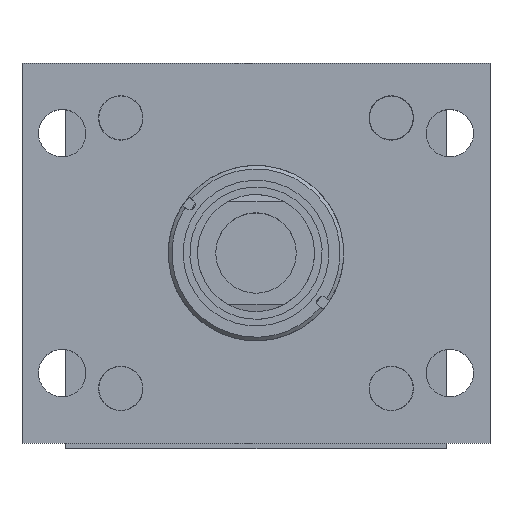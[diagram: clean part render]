
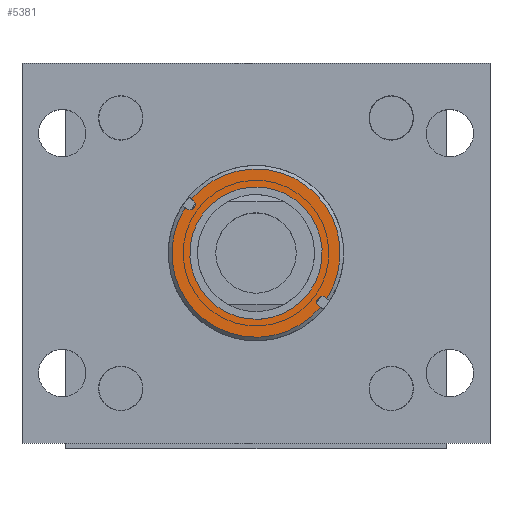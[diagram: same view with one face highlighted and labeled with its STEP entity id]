
A CAD part, top view. The second image highlights one B-rep face of the part: STEP entity #5381.
In plain terms, the highlighted planar face has unit normal (0, 0, 1).
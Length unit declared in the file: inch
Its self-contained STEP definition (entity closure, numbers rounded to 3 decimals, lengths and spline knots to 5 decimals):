
#3 = DIRECTION ( 'NONE',  ( 0., 1., 0. ) ) ;
#423 = CARTESIAN_POINT ( 'NONE',  ( 19.3411, 40.98477, -2.93519 ) ) ;
#528 = CARTESIAN_POINT ( 'NONE',  ( 19.2471, 42.4197, -2.93519 ) ) ;
#573 = CARTESIAN_POINT ( 'NONE',  ( 19.2471, 43.55073, -2.93519 ) ) ;
#625 = CARTESIAN_POINT ( 'NONE',  ( 17.8091, 42.4197, -2.93519 ) ) ;
#626 = EDGE_CURVE ( 'NONE', #6225, #6568, #2645, .T. ) ;
#645 = VERTEX_POINT ( 'NONE', #6801 ) ;
#658 = EDGE_CURVE ( 'NONE', #2881, #8449, #10232, .T. ) ;
#696 = AXIS2_PLACEMENT_3D ( 'NONE', #573, #9243, #7393 ) ;
#708 = CARTESIAN_POINT ( 'NONE',  ( 19.2471, 41.0137, -2.93519 ) ) ;
#738 = AXIS2_PLACEMENT_3D ( 'NONE', #6602, #10143, #9286 ) ;
#864 = LINE ( 'NONE', #3565, #7742 ) ;
#882 = CARTESIAN_POINT ( 'NONE',  ( 19.1531, 41.0137, -2.93519 ) ) ;
#900 = ORIENTED_EDGE ( 'NONE', *, *, #1749, .F. ) ;
#1066 = EDGE_CURVE ( 'NONE', #6225, #9063, #1426, .T. ) ;
#1098 = ORIENTED_EDGE ( 'NONE', *, *, #626, .F. ) ;
#1258 = CIRCLE ( 'NONE', #7623, 1.13104 ) ;
#1426 = LINE ( 'NONE', #6495, #8860 ) ;
#1527 = DIRECTION ( 'NONE',  ( -1., 0., 0. ) ) ;
#1530 = CARTESIAN_POINT ( 'NONE',  ( 19.3411, 43.85462, -2.93519 ) ) ;
#1635 = EDGE_CURVE ( 'NONE', #4003, #3304, #8508, .T. ) ;
#1653 = CARTESIAN_POINT ( 'NONE',  ( 19.1531, 43.55073, -2.93519 ) ) ;
#1749 = EDGE_CURVE ( 'NONE', #645, #9880, #6834, .T. ) ;
#2083 = EDGE_LOOP ( 'NONE', ( #1098, #10408, #3491, #900, #6824, #4008, #11161, #8393, #4896 ) ) ;
#2152 = DIRECTION ( 'NONE',  ( -1., 0., 0. ) ) ;
#2218 = DIRECTION ( 'NONE',  ( -1., 0., 0. ) ) ;
#2506 = EDGE_CURVE ( 'NONE', #6568, #4003, #864, .T. ) ;
#2624 = EDGE_CURVE ( 'NONE', #9880, #9063, #10461, .T. ) ;
#2645 = CIRCLE ( 'NONE', #7695, 0.094 ) ;
#2881 = VERTEX_POINT ( 'NONE', #5501 ) ;
#2965 = CIRCLE ( 'NONE', #738, 1.438 ) ;
#3001 = CARTESIAN_POINT ( 'NONE',  ( 19.2471, 43.8257, -2.93519 ) ) ;
#3019 = EDGE_CURVE ( 'NONE', #4620, #3769, #1258, .T. ) ;
#3037 = AXIS2_PLACEMENT_3D ( 'NONE', #3162, #6684, #1527 ) ;
#3140 = DIRECTION ( 'NONE',  ( 1., 0., 0. ) ) ;
#3162 = CARTESIAN_POINT ( 'NONE',  ( 19.2471, 42.4197, -2.93519 ) ) ;
#3163 = PLANE ( 'NONE',  #696 ) ;
#3304 = VERTEX_POINT ( 'NONE', #625 ) ;
#3491 = ORIENTED_EDGE ( 'NONE', *, *, #2624, .F. ) ;
#3565 = CARTESIAN_POINT ( 'NONE',  ( 19.1531, 43.55073, -2.93519 ) ) ;
#3769 = VERTEX_POINT ( 'NONE', #10595 ) ;
#3876 = CARTESIAN_POINT ( 'NONE',  ( 19.2471, 42.4197, -2.93519 ) ) ;
#3979 = DIRECTION ( 'NONE',  ( 0., 0., -1. ) ) ;
#3989 = DIRECTION ( 'NONE',  ( 0., 1., 0. ) ) ;
#4003 = VERTEX_POINT ( 'NONE', #5869 ) ;
#4008 = ORIENTED_EDGE ( 'NONE', *, *, #658, .T. ) ;
#4027 = CIRCLE ( 'NONE', #3037, 1.13104 ) ;
#4410 = VECTOR ( 'NONE', #3989, 39.37008 ) ;
#4620 = VERTEX_POINT ( 'NONE', #9223 ) ;
#4699 = AXIS2_PLACEMENT_3D ( 'NONE', #3001, #6473, #5568 ) ;
#4896 = ORIENTED_EDGE ( 'NONE', *, *, #2506, .F. ) ;
#5009 = CIRCLE ( 'NONE', #4699, 0.094 ) ;
#5101 = DIRECTION ( 'NONE',  ( -1., 0., 0. ) ) ;
#5215 = AXIS2_PLACEMENT_3D ( 'NONE', #10914, #3979, #2218 ) ;
#5381 = ADVANCED_FACE ( 'NONE', ( #5685, #6893 ), #3163, .T. ) ;
#5501 = CARTESIAN_POINT ( 'NONE',  ( 19.1531, 43.8257, -2.93519 ) ) ;
#5568 = DIRECTION ( 'NONE',  ( 1., 0., 0. ) ) ;
#5640 = DIRECTION ( 'NONE',  ( 0., 0., -1. ) ) ;
#5685 = FACE_OUTER_BOUND ( 'NONE', #2083, .T. ) ;
#5824 = DIRECTION ( 'NONE',  ( 0., 0., 1. ) ) ;
#5869 = CARTESIAN_POINT ( 'NONE',  ( 19.1531, 40.98477, -2.93519 ) ) ;
#6225 = VERTEX_POINT ( 'NONE', #8996 ) ;
#6473 = DIRECTION ( 'NONE',  ( 0., 0., 1. ) ) ;
#6495 = CARTESIAN_POINT ( 'NONE',  ( 19.3411, 43.55073, -2.93519 ) ) ;
#6568 = VERTEX_POINT ( 'NONE', #882 ) ;
#6602 = CARTESIAN_POINT ( 'NONE',  ( 19.2471, 42.4197, -2.93519 ) ) ;
#6684 = DIRECTION ( 'NONE',  ( 0., 0., -1. ) ) ;
#6714 = EDGE_LOOP ( 'NONE', ( #11156, #8723 ) ) ;
#6801 = CARTESIAN_POINT ( 'NONE',  ( 19.3411, 43.8257, -2.93519 ) ) ;
#6824 = ORIENTED_EDGE ( 'NONE', *, *, #8912, .F. ) ;
#6834 = LINE ( 'NONE', #9192, #4410 ) ;
#6893 = FACE_BOUND ( 'NONE', #6714, .T. ) ;
#6918 = AXIS2_PLACEMENT_3D ( 'NONE', #3876, #5640, #2152 ) ;
#7393 = DIRECTION ( 'NONE',  ( 1., 0., 0. ) ) ;
#7499 = VECTOR ( 'NONE', #3, 39.37008 ) ;
#7623 = AXIS2_PLACEMENT_3D ( 'NONE', #528, #10063, #5101 ) ;
#7695 = AXIS2_PLACEMENT_3D ( 'NONE', #708, #5824, #3140 ) ;
#7742 = VECTOR ( 'NONE', #10542, 39.37008 ) ;
#8217 = DIRECTION ( 'NONE',  ( 0., -1., 0. ) ) ;
#8393 = ORIENTED_EDGE ( 'NONE', *, *, #1635, .F. ) ;
#8449 = VERTEX_POINT ( 'NONE', #8917 ) ;
#8508 = CIRCLE ( 'NONE', #6918, 1.438 ) ;
#8723 = ORIENTED_EDGE ( 'NONE', *, *, #9241, .T. ) ;
#8860 = VECTOR ( 'NONE', #8217, 39.37008 ) ;
#8912 = EDGE_CURVE ( 'NONE', #2881, #645, #5009, .T. ) ;
#8917 = CARTESIAN_POINT ( 'NONE',  ( 19.1531, 43.85462, -2.93519 ) ) ;
#8996 = CARTESIAN_POINT ( 'NONE',  ( 19.3411, 41.0137, -2.93519 ) ) ;
#9063 = VERTEX_POINT ( 'NONE', #423 ) ;
#9192 = CARTESIAN_POINT ( 'NONE',  ( 19.3411, 43.55073, -2.93519 ) ) ;
#9223 = CARTESIAN_POINT ( 'NONE',  ( 18.11607, 42.4197, -2.93519 ) ) ;
#9241 = EDGE_CURVE ( 'NONE', #3769, #4620, #4027, .T. ) ;
#9243 = DIRECTION ( 'NONE',  ( 0., 0., 1. ) ) ;
#9286 = DIRECTION ( 'NONE',  ( -1., 0., 0. ) ) ;
#9820 = EDGE_CURVE ( 'NONE', #3304, #8449, #2965, .T. ) ;
#9880 = VERTEX_POINT ( 'NONE', #1530 ) ;
#10063 = DIRECTION ( 'NONE',  ( 0., 0., -1. ) ) ;
#10143 = DIRECTION ( 'NONE',  ( 0., 0., -1. ) ) ;
#10232 = LINE ( 'NONE', #1653, #7499 ) ;
#10408 = ORIENTED_EDGE ( 'NONE', *, *, #1066, .T. ) ;
#10461 = CIRCLE ( 'NONE', #5215, 1.438 ) ;
#10542 = DIRECTION ( 'NONE',  ( 0., -1., 0. ) ) ;
#10595 = CARTESIAN_POINT ( 'NONE',  ( 20.37814, 42.4197, -2.93519 ) ) ;
#10914 = CARTESIAN_POINT ( 'NONE',  ( 19.2471, 42.4197, -2.93519 ) ) ;
#11156 = ORIENTED_EDGE ( 'NONE', *, *, #3019, .T. ) ;
#11161 = ORIENTED_EDGE ( 'NONE', *, *, #9820, .F. ) ;
